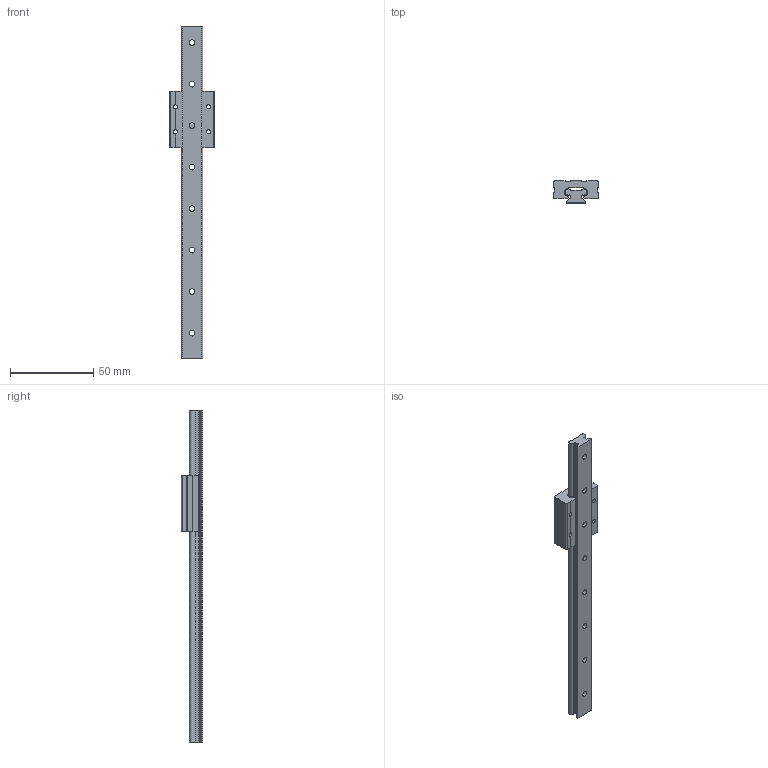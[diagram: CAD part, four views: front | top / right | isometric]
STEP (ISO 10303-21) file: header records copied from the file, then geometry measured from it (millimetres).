
FILE_DESCRIPTION (( 'STEP AP203' ), '1' );
FILE_NAME ('MR12-0200-1.step', '2024-10-21T11:14:48', ( '' ), ( '' ), 'SwSTEP 2.0', 'SolidWorks 2023', '' );
FILE_SCHEMA (( 'CONFIG_CONTROL_DESIGN' ));
Length unit declared in the file: inch
Products named in the file (3): MR12-0200-1; MR12-0200-1_CARRIAGE; MR12-0200-1_RAILS
Assembly tree (2 placements, depth 2):
  MR12-0200-1
    MR12-0200-1_RAILS
    MR12-0200-1_CARRIAGE
Bounding box: 27 x 13 x 200 mm (x, y, z)
Volume: 21642.4 mm3; surface area: 15449.9 mm2
Topology: 4 solids, 4 shells, 167 faces, 455 edges, 302 vertices
Faces by surface type: plane 91, cylinder 76
Entity records: 5664 total; most frequent: CARTESIAN_POINT 953, DIRECTION 943, ORIENTED_EDGE 910, EDGE_CURVE 455, AXIS2_PLACEMENT_3D 324, VERTEX_POINT 302, LINE 295, VECTOR 295
